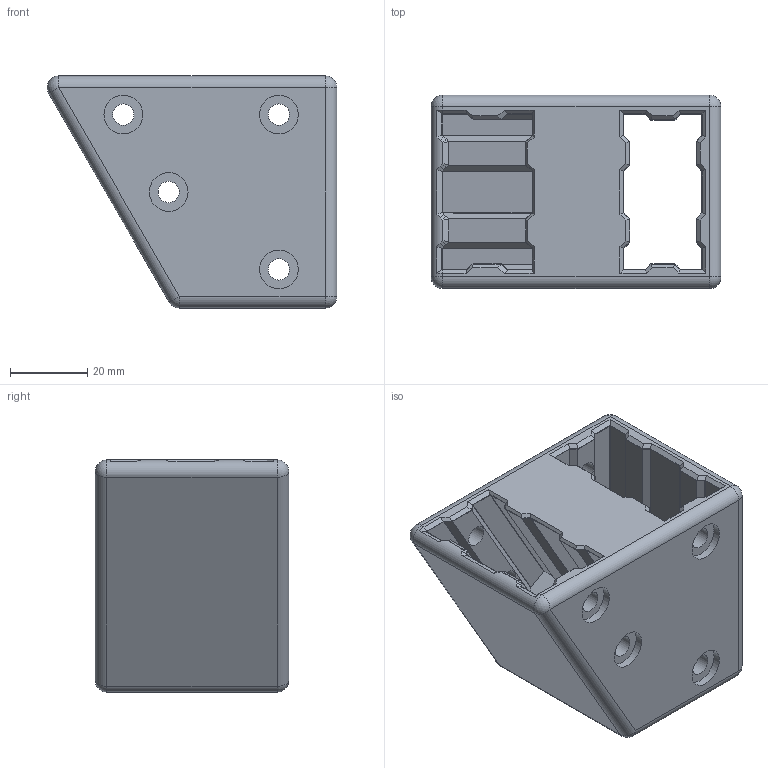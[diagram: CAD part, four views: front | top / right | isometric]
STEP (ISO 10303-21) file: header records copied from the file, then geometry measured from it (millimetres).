
FILE_DESCRIPTION(/* description */ (''),/* implementation_level */ '2;1');
FILE_NAME(/* name */ 'Step''s/4-cross brace corner v9.step',/* time_stamp */ '2019-10-20T17:06:28-04:00',/* author */ (''),/* organization */ (''),/* preprocessor_version */ 'ST-DEVELOPER v18',/* originating_system */ 'Autodesk Translation Framework v8.6.0.1094',/* authorisation */ '');
FILE_SCHEMA (('AUTOMOTIVE_DESIGN { 1 0 10303 214 3 1 1 }'));
Length unit declared in the file: millimetre
Products named in the file (1): 4-cross brace corner
Bounding box: 74.9 x 50 x 60 mm (x, y, z)
Volume: 95496.4 mm3; surface area: 31394.9 mm2
Topology: 1 solids, 1 shells, 352 faces, 865 edges, 523 vertices
Faces by surface type: plane 294, cylinder 30, bspline 18, sphere 8, cone 2
Full cylindrical faces by diameter (mm): 5.5 x8, 10 x8
Entity records: 10353 total; most frequent: CARTESIAN_POINT 2159, ORIENTED_EDGE 1730, DIRECTION 1567, EDGE_CURVE 865, LINE 749, VECTOR 749, VERTEX_POINT 523, AXIS2_PLACEMENT_3D 409
